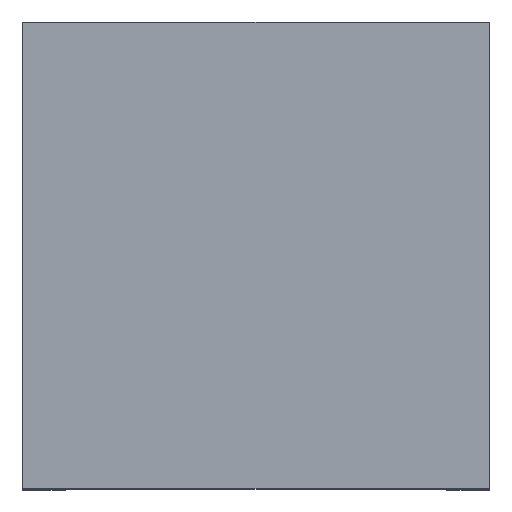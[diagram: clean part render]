
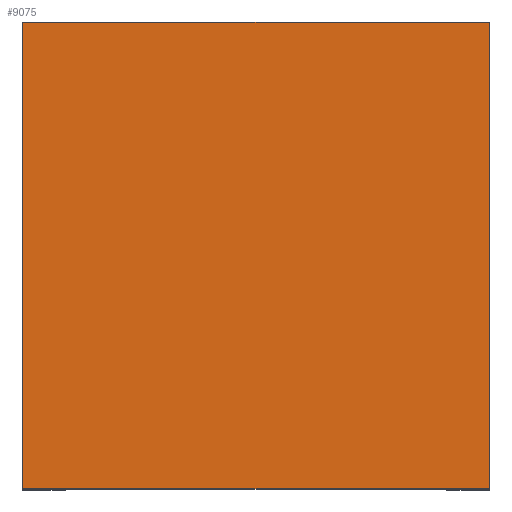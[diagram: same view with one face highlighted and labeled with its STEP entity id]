
A CAD part, top view. The second image highlights one B-rep face of the part: STEP entity #9075.
In plain terms, the highlighted planar face has unit normal (0, 0, 1).
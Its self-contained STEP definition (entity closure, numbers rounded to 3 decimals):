
#447=FACE_OUTER_BOUND('',#975,.T.);
#975=EDGE_LOOP('',(#6139,#6140,#6141,#6142));
#1599=LINE('',#13033,#2753);
#1602=LINE('',#13039,#2756);
#1605=LINE('',#13045,#2759);
#1608=LINE('',#13049,#2762);
#2753=VECTOR('',#10495,10.);
#2756=VECTOR('',#10500,10.);
#2759=VECTOR('',#10505,10.);
#2762=VECTOR('',#10510,10.);
#3887=VERTEX_POINT('',#13030);
#3888=VERTEX_POINT('',#13032);
#3890=VERTEX_POINT('',#13038);
#3892=VERTEX_POINT('',#13044);
#4767=EDGE_CURVE('',#3888,#3887,#1599,.T.);
#4770=EDGE_CURVE('',#3890,#3888,#1602,.T.);
#4773=EDGE_CURVE('',#3892,#3890,#1605,.T.);
#4776=EDGE_CURVE('',#3887,#3892,#1608,.T.);
#6139=ORIENTED_EDGE('',*,*,#4776,.T.);
#6140=ORIENTED_EDGE('',*,*,#4773,.T.);
#6141=ORIENTED_EDGE('',*,*,#4770,.T.);
#6142=ORIENTED_EDGE('',*,*,#4767,.T.);
#8633=PLANE('',#9715);
#9075=ADVANCED_FACE('',(#447),#8633,.T.);
#9715=AXIS2_PLACEMENT_3D('',#13050,#10511,#10512);
#10495=DIRECTION('',(1.,0.,0.));
#10500=DIRECTION('',(0.,-1.,0.));
#10505=DIRECTION('',(-1.,0.,0.));
#10510=DIRECTION('',(0.,1.,0.));
#10511=DIRECTION('center_axis',(0.,0.,1.));
#10512=DIRECTION('ref_axis',(1.,0.,0.));
#13030=CARTESIAN_POINT('',(275.,-275.,575.));
#13032=CARTESIAN_POINT('',(-275.,-275.,575.));
#13033=CARTESIAN_POINT('',(-275.,-275.,575.));
#13038=CARTESIAN_POINT('',(-275.,275.,575.));
#13039=CARTESIAN_POINT('',(-275.,275.,575.));
#13044=CARTESIAN_POINT('',(275.,275.,575.));
#13045=CARTESIAN_POINT('',(275.,275.,575.));
#13049=CARTESIAN_POINT('',(275.,-275.,575.));
#13050=CARTESIAN_POINT('Origin',(0.,0.,575.));
